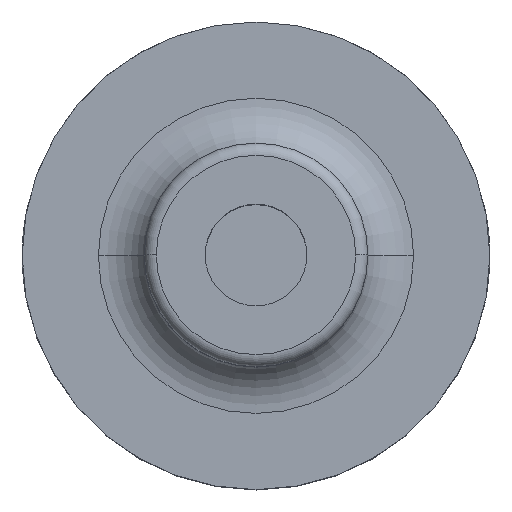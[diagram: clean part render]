
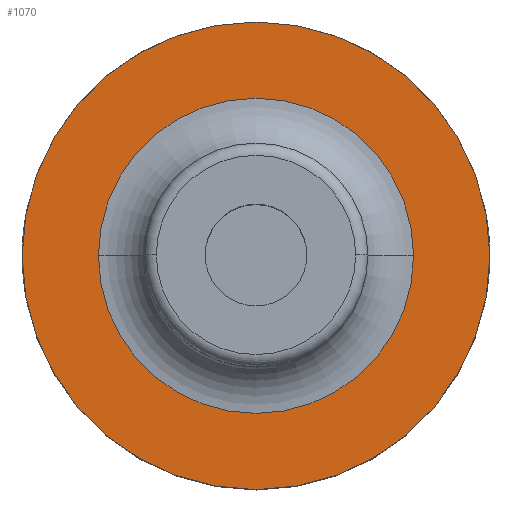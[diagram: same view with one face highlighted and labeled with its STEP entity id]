
A CAD part, top view. The second image highlights one B-rep face of the part: STEP entity #1070.
In plain terms, the highlighted planar face has unit normal (0, 0, 1).
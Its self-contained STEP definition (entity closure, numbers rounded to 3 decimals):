
#20 = DIRECTION ( 'NONE',  ( 0., 0., -1. ) ) ;
#40 = DIRECTION ( 'NONE',  ( 0., 0., -1. ) ) ;
#100 = VERTEX_POINT ( 'NONE', #745 ) ;
#154 = VERTEX_POINT ( 'NONE', #289 ) ;
#189 = EDGE_LOOP ( 'NONE', ( #1603, #283 ) ) ;
#204 = DIRECTION ( 'NONE',  ( 0., 0., -1. ) ) ;
#250 = FACE_BOUND ( 'NONE', #189, .T. ) ;
#283 = ORIENTED_EDGE ( 'NONE', *, *, #784, .T. ) ;
#287 = AXIS2_PLACEMENT_3D ( 'NONE', #995, #204, #1347 ) ;
#289 = CARTESIAN_POINT ( 'NONE',  ( -23., 0., 22. ) ) ;
#294 = FACE_OUTER_BOUND ( 'NONE', #1853, .T. ) ;
#317 = CIRCLE ( 'NONE', #344, 15.5 ) ;
#328 = DIRECTION ( 'NONE',  ( -1., 0., 0. ) ) ;
#344 = AXIS2_PLACEMENT_3D ( 'NONE', #1477, #20, #1586 ) ;
#399 = DIRECTION ( 'NONE',  ( -1., 0., 0. ) ) ;
#426 = AXIS2_PLACEMENT_3D ( 'NONE', #1183, #927, #328 ) ;
#627 = EDGE_CURVE ( 'NONE', #154, #100, #865, .T. ) ;
#745 = CARTESIAN_POINT ( 'NONE',  ( 23., 0., 22. ) ) ;
#784 = EDGE_CURVE ( 'NONE', #1279, #1639, #317, .T. ) ;
#816 = EDGE_CURVE ( 'NONE', #100, #154, #1004, .T. ) ;
#865 = CIRCLE ( 'NONE', #1527, 23. ) ;
#900 = AXIS2_PLACEMENT_3D ( 'NONE', #966, #1239, #399 ) ;
#927 = DIRECTION ( 'NONE',  ( 0., 0., -1. ) ) ;
#966 = CARTESIAN_POINT ( 'NONE',  ( 0., 0., 22. ) ) ;
#995 = CARTESIAN_POINT ( 'NONE',  ( 0., 0., 22. ) ) ;
#1004 = CIRCLE ( 'NONE', #426, 23. ) ;
#1020 = PLANE ( 'NONE',  #287 ) ;
#1037 = CARTESIAN_POINT ( 'NONE',  ( 0., 0., 22. ) ) ;
#1070 = ADVANCED_FACE ( 'NONE', ( #250, #294 ), #1020, .F. ) ;
#1176 = DIRECTION ( 'NONE',  ( -1., 0., 0. ) ) ;
#1183 = CARTESIAN_POINT ( 'NONE',  ( 0., 0., 22. ) ) ;
#1239 = DIRECTION ( 'NONE',  ( 0., 0., -1. ) ) ;
#1277 = CIRCLE ( 'NONE', #900, 15.5 ) ;
#1279 = VERTEX_POINT ( 'NONE', #1443 ) ;
#1347 = DIRECTION ( 'NONE',  ( -1., 0., 0. ) ) ;
#1383 = EDGE_CURVE ( 'NONE', #1639, #1279, #1277, .T. ) ;
#1443 = CARTESIAN_POINT ( 'NONE',  ( 15.5, 0., 22. ) ) ;
#1469 = CARTESIAN_POINT ( 'NONE',  ( -15.5, 0., 22. ) ) ;
#1477 = CARTESIAN_POINT ( 'NONE',  ( 0., 0., 22. ) ) ;
#1527 = AXIS2_PLACEMENT_3D ( 'NONE', #1037, #40, #1176 ) ;
#1586 = DIRECTION ( 'NONE',  ( -1., 0., 0. ) ) ;
#1603 = ORIENTED_EDGE ( 'NONE', *, *, #1383, .T. ) ;
#1639 = VERTEX_POINT ( 'NONE', #1469 ) ;
#1813 = ORIENTED_EDGE ( 'NONE', *, *, #627, .F. ) ;
#1853 = EDGE_LOOP ( 'NONE', ( #1813, #1872 ) ) ;
#1872 = ORIENTED_EDGE ( 'NONE', *, *, #816, .F. ) ;
